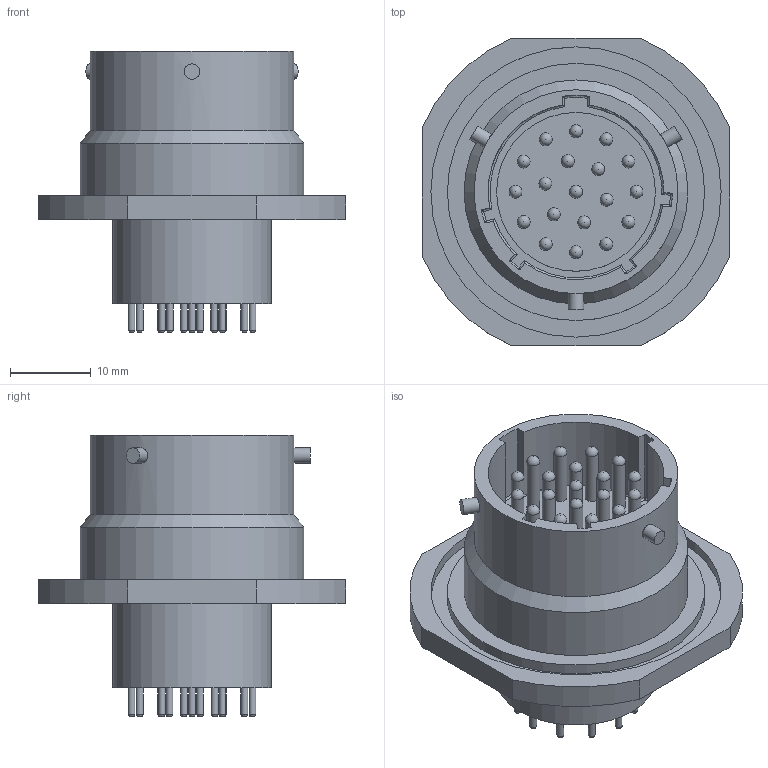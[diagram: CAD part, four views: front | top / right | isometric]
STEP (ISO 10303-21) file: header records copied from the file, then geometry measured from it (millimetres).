
FILE_DESCRIPTION(/* description */ (''),/* implementation_level */ '2;1');
FILE_NAME(/* name */ 'SOURIAU_UT071619P21E8T.stp',/* time_stamp */ '2016-03-04T10:10:25+01:00',/* author */ ('riccim'),/* organization */ (''),/* preprocessor_version */ 'ST-DEVELOPER v15.5',/* originating_system */ 'AutoCAD Mechanical',/* authorisation */ '');
FILE_SCHEMA (('AUTOMOTIVE_DESIGN { 1 0 10303 214 3 1 1 }'));
Length unit declared in the file: millimetre
Products named in the file (1): Product
Bounding box: 38.1 x 38.1 x 34.95 mm (x, y, z)
Volume: 13286 mm3; surface area: 8292.7 mm2
Topology: 41 solids, 41 shells, 224 faces, 446 edges, 291 vertices
Faces by surface type: plane 84, cylinder 81, cone 20, sphere 19, bspline 10, torus 10
Full cylindrical faces by diameter (mm): 0.85 x19, 1.6 x19, 1.89 x3, 19.7 x2, 25.3 x1, 27.77 x1, 31.9 x1, 36 x1
Entity records: 5132 total; most frequent: CARTESIAN_POINT 1295, DIRECTION 842, ORIENTED_EDGE 560, AXIS2_PLACEMENT_3D 383, EDGE_LOOP 298, EDGE_CURVE 280, FACE_OUTER_BOUND 224, ADVANCED_FACE 224
